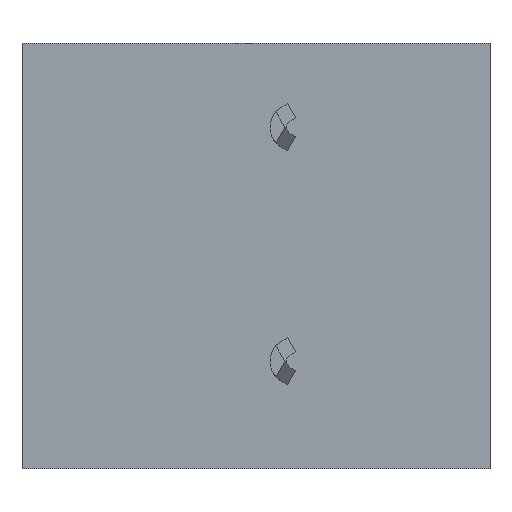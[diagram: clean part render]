
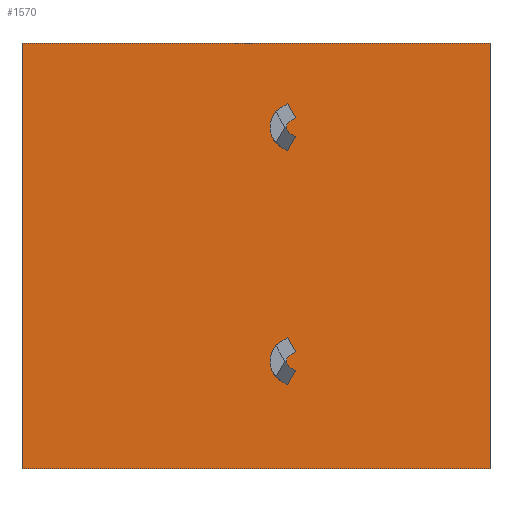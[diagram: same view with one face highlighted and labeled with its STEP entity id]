
A CAD part, front view. The second image highlights one B-rep face of the part: STEP entity #1570.
In plain terms, the highlighted planar face has unit normal (0, -1, 0).
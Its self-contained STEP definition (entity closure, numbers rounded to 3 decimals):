
#29=DIRECTION('',(1.,0.,0.));
#30=VECTOR('',#29,10.);
#31=CARTESIAN_POINT('',(-4.998,-6.2,-2.35));
#32=LINE('',#31,#30);
#41=DIRECTION('',(0.,0.,1.));
#42=VECTOR('',#41,9.1);
#43=CARTESIAN_POINT('',(5.002,-6.2,-2.35));
#44=LINE('',#43,#42);
#45=DIRECTION('',(0.,0.,1.));
#46=VECTOR('',#45,9.1);
#47=CARTESIAN_POINT('',(-4.998,-6.2,-2.35));
#48=LINE('',#47,#46);
#49=DIRECTION('',(0.866,0.,-0.5));
#50=VECTOR('',#49,0.14);
#51=CARTESIAN_POINT('',(0.552,-6.2,-0.483));
#52=LINE('',#51,#50);
#53=DIRECTION('',(0.5,0.,0.866));
#54=VECTOR('',#53,0.35);
#55=CARTESIAN_POINT('',(0.674,-6.2,-0.553));
#56=LINE('',#55,#54);
#57=DIRECTION('',(-0.866,0.,0.5));
#58=VECTOR('',#57,0.14);
#59=CARTESIAN_POINT('',(0.849,-6.2,-0.25));
#60=LINE('',#59,#58);
#61=CARTESIAN_POINT('',(0.802,-6.2,-0.05));
#62=DIRECTION('',(0.,-1.,0.));
#63=DIRECTION('',(-0.5,0.,0.866));
#64=AXIS2_PLACEMENT_3D('',#61,#62,#63);
#66=DIRECTION('',(0.866,0.,0.5));
#67=VECTOR('',#66,0.14);
#68=CARTESIAN_POINT('',(0.727,-6.2,0.08));
#69=LINE('',#68,#67);
#70=DIRECTION('',(-0.5,0.,0.866));
#71=VECTOR('',#70,0.35);
#72=CARTESIAN_POINT('',(0.849,-6.2,0.15));
#73=LINE('',#72,#71);
#74=DIRECTION('',(-0.866,0.,-0.5));
#75=VECTOR('',#74,0.14);
#76=CARTESIAN_POINT('',(0.674,-6.2,0.453));
#77=LINE('',#76,#75);
#78=CARTESIAN_POINT('',(0.802,-6.2,-0.05));
#79=DIRECTION('',(0.,-1.,0.));
#80=DIRECTION('',(-0.5,0.,0.866));
#81=AXIS2_PLACEMENT_3D('',#78,#79,#80);
#83=DIRECTION('',(0.866,0.,-0.5));
#84=VECTOR('',#83,0.14);
#85=CARTESIAN_POINT('',(0.552,-6.2,4.517));
#86=LINE('',#85,#84);
#87=DIRECTION('',(0.5,0.,0.866));
#88=VECTOR('',#87,0.35);
#89=CARTESIAN_POINT('',(0.674,-6.2,4.447));
#90=LINE('',#89,#88);
#91=DIRECTION('',(-0.866,0.,0.5));
#92=VECTOR('',#91,0.14);
#93=CARTESIAN_POINT('',(0.849,-6.2,4.75));
#94=LINE('',#93,#92);
#95=CARTESIAN_POINT('',(0.802,-6.2,4.95));
#96=DIRECTION('',(0.,-1.,0.));
#97=DIRECTION('',(-0.5,0.,0.866));
#98=AXIS2_PLACEMENT_3D('',#95,#96,#97);
#100=DIRECTION('',(0.866,0.,0.5));
#101=VECTOR('',#100,0.14);
#102=CARTESIAN_POINT('',(0.727,-6.2,5.08));
#103=LINE('',#102,#101);
#104=DIRECTION('',(-0.5,0.,0.866));
#105=VECTOR('',#104,0.35);
#106=CARTESIAN_POINT('',(0.849,-6.2,5.15));
#107=LINE('',#106,#105);
#108=DIRECTION('',(-0.866,0.,-0.5));
#109=VECTOR('',#108,0.14);
#110=CARTESIAN_POINT('',(0.674,-6.2,5.453));
#111=LINE('',#110,#109);
#112=CARTESIAN_POINT('',(0.802,-6.2,4.95));
#113=DIRECTION('',(0.,-1.,0.));
#114=DIRECTION('',(-0.5,0.,0.866));
#115=AXIS2_PLACEMENT_3D('',#112,#113,#114);
#949=DIRECTION('',(1.,0.,0.));
#950=VECTOR('',#949,10.);
#951=CARTESIAN_POINT('',(-4.998,-6.2,6.75));
#952=LINE('',#951,#950);
#1167=CARTESIAN_POINT('',(-4.998,-6.2,-2.35));
#1168=VERTEX_POINT('',#1167);
#1169=CARTESIAN_POINT('',(5.002,-6.2,-2.35));
#1170=VERTEX_POINT('',#1169);
#1179=CARTESIAN_POINT('',(-4.998,-6.2,6.75));
#1180=VERTEX_POINT('',#1179);
#1181=CARTESIAN_POINT('',(5.002,-6.2,6.75));
#1182=VERTEX_POINT('',#1181);
#1343=CARTESIAN_POINT('',(0.552,-6.2,-0.483));
#1344=CARTESIAN_POINT('',(0.674,-6.2,-0.553));
#1345=VERTEX_POINT('',#1343);
#1346=VERTEX_POINT('',#1344);
#1347=CARTESIAN_POINT('',(0.849,-6.2,-0.25));
#1348=VERTEX_POINT('',#1347);
#1349=CARTESIAN_POINT('',(0.727,-6.2,-0.18));
#1350=VERTEX_POINT('',#1349);
#1351=CARTESIAN_POINT('',(0.727,-6.2,0.08));
#1352=VERTEX_POINT('',#1351);
#1353=CARTESIAN_POINT('',(0.849,-6.2,0.15));
#1354=VERTEX_POINT('',#1353);
#1355=CARTESIAN_POINT('',(0.674,-6.2,0.453));
#1356=VERTEX_POINT('',#1355);
#1357=CARTESIAN_POINT('',(0.552,-6.2,0.383));
#1358=VERTEX_POINT('',#1357);
#1382=CARTESIAN_POINT('',(0.552,-6.2,4.517));
#1383=CARTESIAN_POINT('',(0.674,-6.2,4.447));
#1384=VERTEX_POINT('',#1382);
#1385=VERTEX_POINT('',#1383);
#1386=CARTESIAN_POINT('',(0.849,-6.2,4.75));
#1387=VERTEX_POINT('',#1386);
#1388=CARTESIAN_POINT('',(0.727,-6.2,4.82));
#1389=VERTEX_POINT('',#1388);
#1390=CARTESIAN_POINT('',(0.727,-6.2,5.08));
#1391=VERTEX_POINT('',#1390);
#1392=CARTESIAN_POINT('',(0.849,-6.2,5.15));
#1393=VERTEX_POINT('',#1392);
#1394=CARTESIAN_POINT('',(0.674,-6.2,5.453));
#1395=VERTEX_POINT('',#1394);
#1396=CARTESIAN_POINT('',(0.552,-6.2,5.383));
#1397=VERTEX_POINT('',#1396);
#1521=CARTESIAN_POINT('',(-4.998,-6.2,-2.35));
#1522=DIRECTION('',(0.,-1.,0.));
#1523=DIRECTION('',(1.,0.,0.));
#1524=AXIS2_PLACEMENT_3D('',#1521,#1522,#1523);
#1525=PLANE('',#1524);
#1526=ORIENTED_EDGE('',*,*,#1485,.F.);
#1528=ORIENTED_EDGE('',*,*,#1527,.T.);
#1530=ORIENTED_EDGE('',*,*,#1529,.T.);
#1531=ORIENTED_EDGE('',*,*,#1513,.F.);
#1532=EDGE_LOOP('',(#1526,#1528,#1530,#1531));
#1533=FACE_OUTER_BOUND('',#1532,.F.);
#1535=ORIENTED_EDGE('',*,*,#1534,.T.);
#1537=ORIENTED_EDGE('',*,*,#1536,.T.);
#1539=ORIENTED_EDGE('',*,*,#1538,.T.);
#1541=ORIENTED_EDGE('',*,*,#1540,.F.);
#1543=ORIENTED_EDGE('',*,*,#1542,.T.);
#1545=ORIENTED_EDGE('',*,*,#1544,.T.);
#1547=ORIENTED_EDGE('',*,*,#1546,.T.);
#1549=ORIENTED_EDGE('',*,*,#1548,.T.);
#1550=EDGE_LOOP('',(#1535,#1537,#1539,#1541,#1543,#1545,#1547,#1549));
#1551=FACE_BOUND('',#1550,.F.);
#1553=ORIENTED_EDGE('',*,*,#1552,.T.);
#1555=ORIENTED_EDGE('',*,*,#1554,.T.);
#1557=ORIENTED_EDGE('',*,*,#1556,.T.);
#1559=ORIENTED_EDGE('',*,*,#1558,.F.);
#1561=ORIENTED_EDGE('',*,*,#1560,.T.);
#1563=ORIENTED_EDGE('',*,*,#1562,.T.);
#1565=ORIENTED_EDGE('',*,*,#1564,.T.);
#1567=ORIENTED_EDGE('',*,*,#1566,.T.);
#1568=EDGE_LOOP('',(#1553,#1555,#1557,#1559,#1561,#1563,#1565,#1567));
#1569=FACE_BOUND('',#1568,.F.);
#65=CIRCLE('',#64,0.15);
#82=CIRCLE('',#81,0.5);
#99=CIRCLE('',#98,0.15);
#116=CIRCLE('',#115,0.5);
#1485=EDGE_CURVE('',#1168,#1170,#32,.T.);
#1513=EDGE_CURVE('',#1170,#1182,#44,.T.);
#1527=EDGE_CURVE('',#1168,#1180,#48,.T.);
#1529=EDGE_CURVE('',#1180,#1182,#952,.T.);
#1534=EDGE_CURVE('',#1345,#1346,#52,.T.);
#1536=EDGE_CURVE('',#1346,#1348,#56,.T.);
#1538=EDGE_CURVE('',#1348,#1350,#60,.T.);
#1540=EDGE_CURVE('',#1352,#1350,#65,.T.);
#1542=EDGE_CURVE('',#1352,#1354,#69,.T.);
#1544=EDGE_CURVE('',#1354,#1356,#73,.T.);
#1546=EDGE_CURVE('',#1356,#1358,#77,.T.);
#1548=EDGE_CURVE('',#1358,#1345,#82,.T.);
#1552=EDGE_CURVE('',#1384,#1385,#86,.T.);
#1554=EDGE_CURVE('',#1385,#1387,#90,.T.);
#1556=EDGE_CURVE('',#1387,#1389,#94,.T.);
#1558=EDGE_CURVE('',#1391,#1389,#99,.T.);
#1560=EDGE_CURVE('',#1391,#1393,#103,.T.);
#1562=EDGE_CURVE('',#1393,#1395,#107,.T.);
#1564=EDGE_CURVE('',#1395,#1397,#111,.T.);
#1566=EDGE_CURVE('',#1397,#1384,#116,.T.);
#1570=ADVANCED_FACE('',(#1533,#1551,#1569),#1525,.T.);
